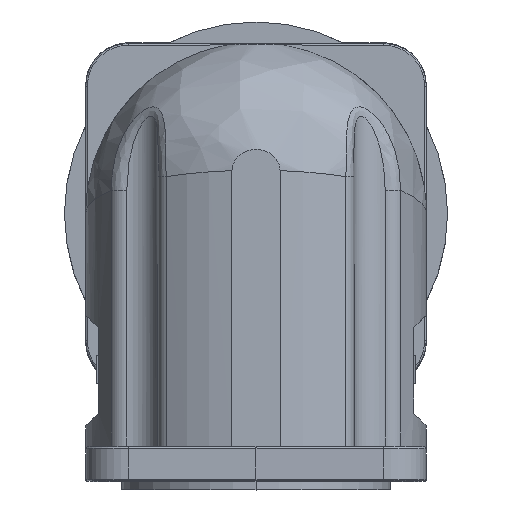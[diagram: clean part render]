
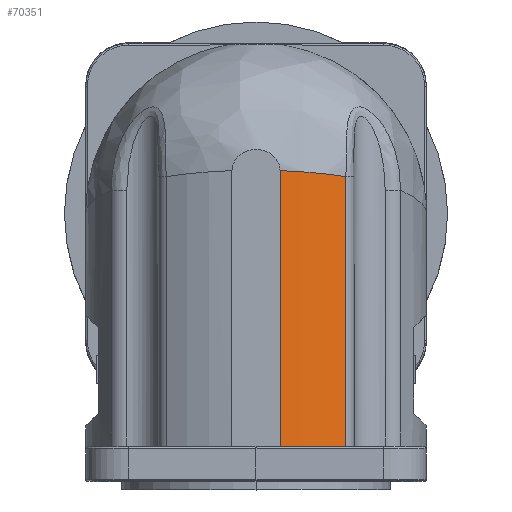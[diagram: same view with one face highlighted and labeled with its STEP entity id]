
A CAD part, top view. The second image highlights one B-rep face of the part: STEP entity #70351.
In plain terms, the highlighted cylindrical face has radius 20 mm (diameter 40 mm), a partial arc.
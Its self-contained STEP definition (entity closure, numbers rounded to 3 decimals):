
#18894=CARTESIAN_POINT('',(0.,4.,0.));
#18895=DIRECTION('',(0.,1.,0.));
#18896=DIRECTION('',(0.145,0.,0.989));
#18897=AXIS2_PLACEMENT_3D('',#18894,#18895,#18896);
#18938=CARTESIAN_POINT('',(2.821,4.,19.8));
#18939=CARTESIAN_POINT('',(2.829,4.,19.799));
#18940=CARTESIAN_POINT('',(2.845,4.,19.797));
#18941=CARTESIAN_POINT('',(2.868,4.,19.793));
#18942=CARTESIAN_POINT('',(2.883,4.,19.791));
#18943=CARTESIAN_POINT('',(2.891,4.,19.79));
#19817=DIRECTION('',(0.,1.,0.));
#19818=VECTOR('',#19817,32.45);
#19819=CARTESIAN_POINT('',(2.821,4.,19.8));
#19820=LINE('',#19819,#19818);
#19821=CARTESIAN_POINT('',(2.821,36.45,19.8));
#19822=CARTESIAN_POINT('',(3.211,36.436,19.745));
#19823=CARTESIAN_POINT('',(3.987,36.402,19.61));
#19824=CARTESIAN_POINT('',(5.139,36.335,19.341));
#19825=CARTESIAN_POINT('',(6.274,36.25,19.003));
#19826=CARTESIAN_POINT('',(7.388,36.15,18.598));
#19827=CARTESIAN_POINT('',(8.478,36.032,18.127));
#19828=CARTESIAN_POINT('',(9.54,35.897,17.591));
#19829=CARTESIAN_POINT('',(10.227,35.798,17.192));
#19830=CARTESIAN_POINT('',(10.564,35.746,16.983));
#19832=DIRECTION('',(0.,-1.,0.));
#19833=VECTOR('',#19832,31.746);
#19834=CARTESIAN_POINT('',(10.564,35.746,16.983));
#19835=LINE('',#19834,#19833);
#32686=VERTEX_POINT('',#18938);
#32687=VERTEX_POINT('',#18943);
#32688=CARTESIAN_POINT('',(2.821,36.45,19.8));
#32689=VERTEX_POINT('',#32688);
#32690=VERTEX_POINT('',#19830);
#32691=CARTESIAN_POINT('',(10.564,4.,16.983));
#32692=VERTEX_POINT('',#32691);
#70338=CARTESIAN_POINT('',(0.,4.,0.));
#70339=DIRECTION('',(0.,1.,0.));
#70340=DIRECTION('',(1.,0.,0.));
#70341=AXIS2_PLACEMENT_3D('',#70338,#70339,#70340);
#70342=CYLINDRICAL_SURFACE('',#70341,20.);
#70343=ORIENTED_EDGE('',*,*,#68736,.F.);
#70345=ORIENTED_EDGE('',*,*,#70344,.T.);
#70346=ORIENTED_EDGE('',*,*,#70124,.T.);
#70347=ORIENTED_EDGE('',*,*,#70323,.T.);
#70348=ORIENTED_EDGE('',*,*,#68696,.F.);
#70349=EDGE_LOOP('',(#70343,#70345,#70346,#70347,#70348));
#70350=FACE_OUTER_BOUND('',#70349,.F.);
#18898=CIRCLE('',#18897,20.);
#18944=B_SPLINE_CURVE_WITH_KNOTS('',3,(#18938,#18939,#18940,#18941,#18942,
#18943),.UNSPECIFIED.,.F.,.F.,(4,1,1,4),(0.,0.333,
0.667,1.),.UNSPECIFIED.);
#19831=B_SPLINE_CURVE_WITH_KNOTS('',3,(#19821,#19822,#19823,#19824,#19825,
#19826,#19827,#19828,#19829,#19830),.UNSPECIFIED.,.F.,.F.,(4,1,1,1,1,1,1,4),(
0.,0.143,0.286,0.429,0.571,
0.714,0.857,1.),.UNSPECIFIED.);
#68696=EDGE_CURVE('',#32687,#32692,#18898,.T.);
#68736=EDGE_CURVE('',#32686,#32687,#18944,.T.);
#70124=EDGE_CURVE('',#32689,#32690,#19831,.T.);
#70323=EDGE_CURVE('',#32690,#32692,#19835,.T.);
#70344=EDGE_CURVE('',#32686,#32689,#19820,.T.);
#70351=ADVANCED_FACE('',(#70350),#70342,.T.);
